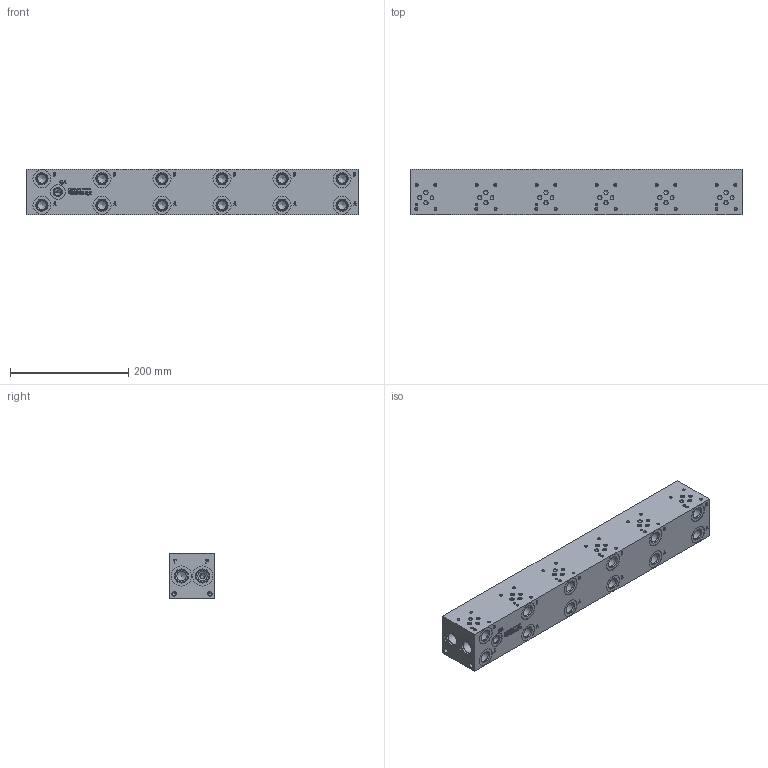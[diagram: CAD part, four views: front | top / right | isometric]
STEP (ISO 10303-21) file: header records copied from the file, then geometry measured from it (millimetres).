
FILE_DESCRIPTION(/* description */ (''),/* implementation_level */ '2;1');
FILE_NAME(/* name */ '_D03P064S_C.stp',/* time_stamp */ '2021-07-21T10:46:58-04:00',/* author */ ('anthonyv'),/* organization */ (''),/* preprocessor_version */ 'ST-DEVELOPER v18.1',/* originating_system */ 'Autodesk Inventor 2021',/* authorisation */ '');
FILE_SCHEMA (('AUTOMOTIVE_DESIGN { 1 0 10303 214 3 1 1 }'));
Length unit declared in the file: millimetre
Products named in the file (1): _D03P064S_C
Bounding box: 561.98 x 76.2 x 76.2 mm (x, y, z)
Volume: 3106284 mm3; surface area: 220901.6 mm2
Topology: 1 solids, 1 shells, 1066 faces, 2913 edges, 1983 vertices
Faces by surface type: plane 508, bspline 232, cylinder 187, cone 139
Full cylindrical faces by diameter (mm): 3.785 x24, 3.962 x6, 4.826 x24, 6.35 x6, 6.528 x4, 7.137 x18, 7.925 x4, 11.989 x1, 12.9 x1, 14.275 x1, 14.29 x1, 14.3 x12, 14.529 x1, 15.875 x5, 15.9 x1, 17.501 x13, 19.05 x13, 19.253 x13, 20.447 x4, 20.62 x1, 22.225 x3, 22.23 x2, 22.54 x1, 22.555 x4, 23.368 x1, 23.901 x3, 25.019 x1, 30.16 x1, 30.632 x12, 34.138 x4
Entity records: 35609 total; most frequent: CARTESIAN_POINT 8974, ORIENTED_EDGE 5676, DIRECTION 4730, EDGE_CURVE 2838, VERTEX_POINT 1983, LINE 1668, VECTOR 1668, AXIS2_PLACEMENT_3D 1531
